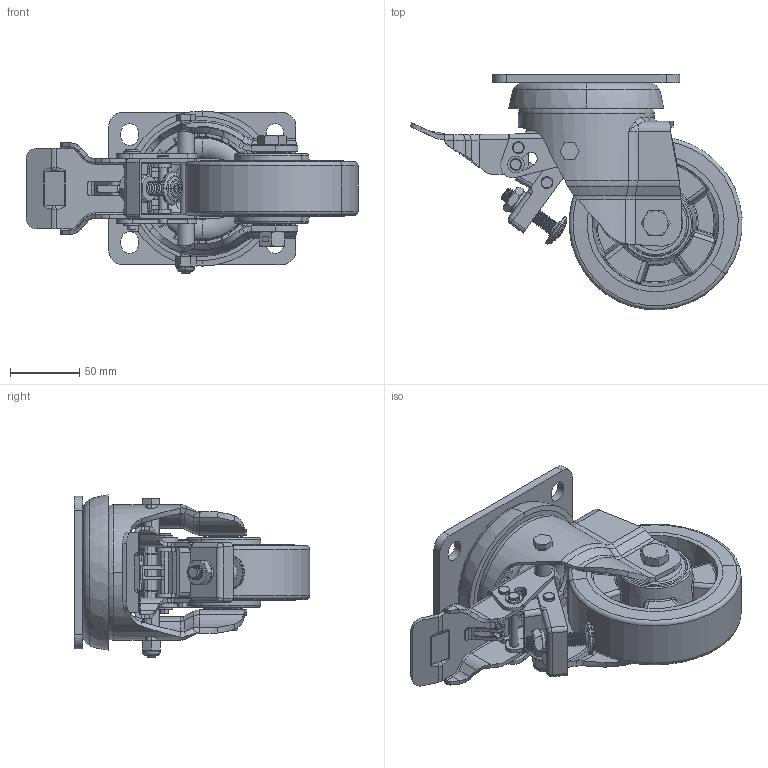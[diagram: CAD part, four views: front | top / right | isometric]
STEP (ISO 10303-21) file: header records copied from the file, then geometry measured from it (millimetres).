
FILE_DESCRIPTION (( 'STEP AP214' ), '1' );
FILE_NAME ('0047355_L-IHB-PUZA-125-K-3-DSV_(A-01).step', '2019-07-01T11:02:08', ( 'Windows-Benutzer' ), ( '' ), 'SwSTEP 2.0', 'SolidWorks 2018', '' );
FILE_SCHEMA (( 'AUTOMOTIVE_DESIGN' ));
Length unit declared in the file: millimetre
Products named in the file (1): 0047355_L-IHB-PUZA-125-K-3-DSV_(A-01)
Bounding box: 239.59 x 169.84 x 117 mm (x, y, z)
Surface area: 258663.8 mm2 (no closed solid volume)
Topology: 0 solids, 36 shells, 1237 faces, 3056 edges, 1882 vertices
Faces by surface type: cylinder 453, plane 351, bspline 158, torus 140, cone 79, sphere 56
Entity records: 63681 total; most frequent: CARTESIAN_POINT 21588, ORIENTED_EDGE 5885, DIRECTION 5830, EDGE_CURVE 3056, AXIS2_PLACEMENT_3D 2332, VERTEX_POINT 1882, EDGE_LOOP 1353, UNCERTAINTY_MEASURE_WITH_UNIT 1254
